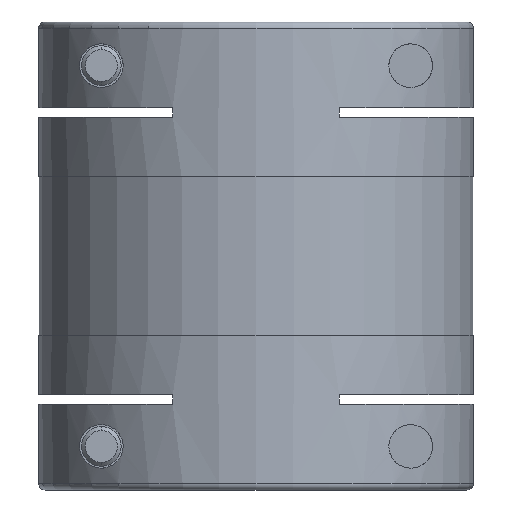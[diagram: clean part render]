
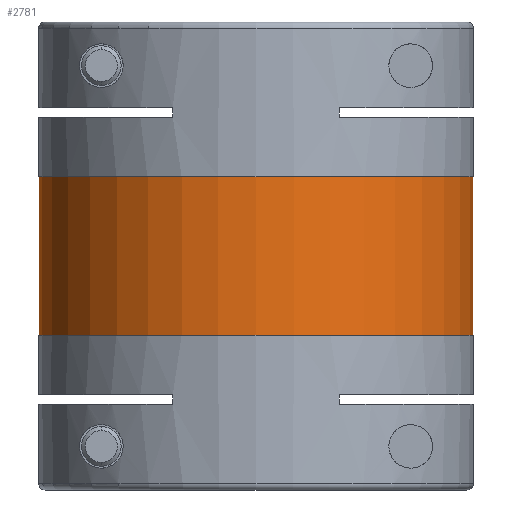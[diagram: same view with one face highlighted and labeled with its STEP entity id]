
A CAD part, front view. The second image highlights one B-rep face of the part: STEP entity #2781.
In plain terms, the highlighted cylindrical face has radius 27.35 mm (diameter 54.7 mm), a partial arc.
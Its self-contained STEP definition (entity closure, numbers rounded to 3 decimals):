
#143 = DIRECTION ( 'NONE',  ( -1., 0., 0. ) ) ;
#322 = DIRECTION ( 'NONE',  ( -1., 0., 0. ) ) ;
#516 = CARTESIAN_POINT ( 'NONE',  ( -27.35, 0., -39.5 ) ) ;
#679 = CARTESIAN_POINT ( 'NONE',  ( 27.35, 0., -59. ) ) ;
#717 = DIRECTION ( 'NONE',  ( -1., 0., 0. ) ) ;
#754 = FACE_OUTER_BOUND ( 'NONE', #5430, .T. ) ;
#831 = DIRECTION ( 'NONE',  ( 0., 0., 1. ) ) ;
#843 = CARTESIAN_POINT ( 'NONE',  ( -27.35, 0., -19.5 ) ) ;
#873 = LINE ( 'NONE', #679, #2796 ) ;
#988 = VERTEX_POINT ( 'NONE', #843 ) ;
#1085 = CARTESIAN_POINT ( 'NONE',  ( 27.35, 0., -39.5 ) ) ;
#1157 = DIRECTION ( 'NONE',  ( 0., 0., -1. ) ) ;
#1288 = EDGE_CURVE ( 'NONE', #4998, #4704, #4685, .T. ) ;
#1396 = VECTOR ( 'NONE', #831, 1000. ) ;
#1613 = AXIS2_PLACEMENT_3D ( 'NONE', #2030, #1157, #717 ) ;
#1723 = VERTEX_POINT ( 'NONE', #2887 ) ;
#1819 = EDGE_CURVE ( 'NONE', #1723, #988, #4059, .T. ) ;
#2028 = ORIENTED_EDGE ( 'NONE', *, *, #1288, .F. ) ;
#2030 = CARTESIAN_POINT ( 'NONE',  ( 0., 0., -39.5 ) ) ;
#2149 = CYLINDRICAL_SURFACE ( 'NONE', #4379, 27.35 ) ;
#2181 = DIRECTION ( 'NONE',  ( 0., 0., 1. ) ) ;
#2367 = ORIENTED_EDGE ( 'NONE', *, *, #1819, .T. ) ;
#2781 = ADVANCED_FACE ( 'NONE', ( #754 ), #2149, .T. ) ;
#2796 = VECTOR ( 'NONE', #2181, 1000. ) ;
#2884 = AXIS2_PLACEMENT_3D ( 'NONE', #4095, #4947, #143 ) ;
#2887 = CARTESIAN_POINT ( 'NONE',  ( 27.35, 0., -19.5 ) ) ;
#2929 = DIRECTION ( 'NONE',  ( 0., 0., 1. ) ) ;
#3186 = EDGE_CURVE ( 'NONE', #4704, #988, #5069, .T. ) ;
#3445 = CARTESIAN_POINT ( 'NONE',  ( 0., 0., -59. ) ) ;
#3517 = ORIENTED_EDGE ( 'NONE', *, *, #4126, .T. ) ;
#4059 = CIRCLE ( 'NONE', #2884, 27.35 ) ;
#4095 = CARTESIAN_POINT ( 'NONE',  ( 0., 0., -19.5 ) ) ;
#4126 = EDGE_CURVE ( 'NONE', #4998, #1723, #873, .T. ) ;
#4248 = CARTESIAN_POINT ( 'NONE',  ( -27.35, 0., -59. ) ) ;
#4379 = AXIS2_PLACEMENT_3D ( 'NONE', #3445, #2929, #322 ) ;
#4685 = CIRCLE ( 'NONE', #1613, 27.35 ) ;
#4704 = VERTEX_POINT ( 'NONE', #516 ) ;
#4947 = DIRECTION ( 'NONE',  ( 0., 0., -1. ) ) ;
#4998 = VERTEX_POINT ( 'NONE', #1085 ) ;
#5025 = ORIENTED_EDGE ( 'NONE', *, *, #3186, .F. ) ;
#5069 = LINE ( 'NONE', #4248, #1396 ) ;
#5430 = EDGE_LOOP ( 'NONE', ( #2028, #3517, #2367, #5025 ) ) ;
